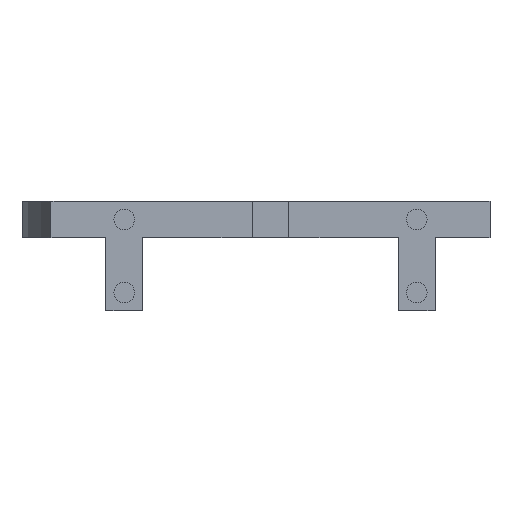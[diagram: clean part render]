
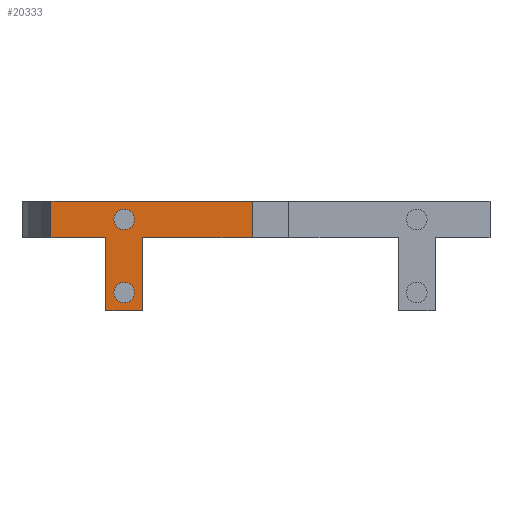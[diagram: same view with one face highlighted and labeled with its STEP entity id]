
A CAD part, front view. The second image highlights one B-rep face of the part: STEP entity #20333.
In plain terms, the highlighted planar face has unit normal (0, -1, 0).
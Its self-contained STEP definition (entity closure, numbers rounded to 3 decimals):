
#120=CIRCLE('',#21063,1.4);
#122=CIRCLE('',#21067,1.4);
#190=FACE_BOUND('',#4852,.T.);
#191=FACE_BOUND('',#4853,.T.);
#3636=FACE_OUTER_BOUND('',#4851,.T.);
#4851=EDGE_LOOP('',(#16437,#16438,#16439,#16440,#16441,#16442,#16443,#16444));
#4852=EDGE_LOOP('',(#16445));
#4853=EDGE_LOOP('',(#16446));
#5748=LINE('',#28482,#6989);
#5768=LINE('',#28532,#7009);
#6070=LINE('',#34146,#7311);
#6081=LINE('',#34199,#7322);
#6083=LINE('',#34202,#7324);
#6090=LINE('',#34237,#7331);
#6109=LINE('',#34274,#7350);
#6110=LINE('',#34276,#7351);
#6989=VECTOR('',#21543,10.);
#7009=VECTOR('',#21573,10.);
#7311=VECTOR('',#21983,10.);
#7322=VECTOR('',#22038,10.);
#7324=VECTOR('',#22042,10.);
#7331=VECTOR('',#22087,10.);
#7350=VECTOR('',#22140,10.);
#7351=VECTOR('',#22143,10.);
#8449=VERTEX_POINT('',#28479);
#8450=VERTEX_POINT('',#28481);
#8474=VERTEX_POINT('',#28529);
#8475=VERTEX_POINT('',#28531);
#9012=VERTEX_POINT('',#34143);
#9013=VERTEX_POINT('',#34145);
#9032=VERTEX_POINT('',#34196);
#9033=VERTEX_POINT('',#34198);
#9037=VERTEX_POINT('',#34216);
#9039=VERTEX_POINT('',#34223);
#10816=EDGE_CURVE('',#8449,#8450,#5748,.T.);
#10841=EDGE_CURVE('',#8474,#8475,#5768,.T.);
#11632=EDGE_CURVE('',#9012,#9013,#6070,.T.);
#11655=EDGE_CURVE('',#9032,#9033,#6081,.T.);
#11657=EDGE_CURVE('',#8475,#9032,#6083,.T.);
#11663=EDGE_CURVE('',#9037,#9037,#120,.T.);
#11666=EDGE_CURVE('',#9039,#9039,#122,.T.);
#11672=EDGE_CURVE('',#9033,#8449,#6090,.T.);
#11691=EDGE_CURVE('',#8474,#9013,#6109,.T.);
#11692=EDGE_CURVE('',#8450,#9012,#6110,.T.);
#16437=ORIENTED_EDGE('',*,*,#10841,.F.);
#16438=ORIENTED_EDGE('',*,*,#11691,.T.);
#16439=ORIENTED_EDGE('',*,*,#11632,.F.);
#16440=ORIENTED_EDGE('',*,*,#11692,.F.);
#16441=ORIENTED_EDGE('',*,*,#10816,.F.);
#16442=ORIENTED_EDGE('',*,*,#11672,.F.);
#16443=ORIENTED_EDGE('',*,*,#11655,.F.);
#16444=ORIENTED_EDGE('',*,*,#11657,.F.);
#16445=ORIENTED_EDGE('',*,*,#11663,.T.);
#16446=ORIENTED_EDGE('',*,*,#11666,.T.);
#19659=PLANE('',#21092);
#20333=ADVANCED_FACE('',(#3636,#190,#191),#19659,.T.);
#21063=AXIS2_PLACEMENT_3D('',#34217,#22060,#22061);
#21067=AXIS2_PLACEMENT_3D('',#34224,#22069,#22070);
#21092=AXIS2_PLACEMENT_3D('',#34275,#22141,#22142);
#21543=DIRECTION('',(-1.,0.,0.));
#21573=DIRECTION('',(-1.,0.,0.));
#21983=DIRECTION('',(1.,0.,0.));
#22038=DIRECTION('',(-1.,0.,0.));
#22042=DIRECTION('',(0.,0.,-1.));
#22060=DIRECTION('center_axis',(0.,1.,0.));
#22061=DIRECTION('ref_axis',(1.,0.,0.));
#22069=DIRECTION('center_axis',(0.,1.,0.));
#22070=DIRECTION('ref_axis',(1.,0.,0.));
#22087=DIRECTION('',(0.,0.,1.));
#22140=DIRECTION('',(0.,0.,1.));
#22141=DIRECTION('center_axis',(0.,-1.,0.));
#22142=DIRECTION('ref_axis',(1.,0.,0.));
#22143=DIRECTION('',(0.,0.,1.));
#28479=CARTESIAN_POINT('',(581.995,-58.566,0.));
#28481=CARTESIAN_POINT('',(574.495,-58.566,0.));
#28482=CARTESIAN_POINT('',(579.495,-58.566,0.));
#28529=CARTESIAN_POINT('',(601.995,-58.566,0.));
#28531=CARTESIAN_POINT('',(586.995,-58.566,0.));
#28532=CARTESIAN_POINT('',(579.495,-58.566,0.));
#34143=CARTESIAN_POINT('',(574.495,-58.566,5.));
#34145=CARTESIAN_POINT('',(601.995,-58.566,5.));
#34146=CARTESIAN_POINT('',(579.495,-58.566,5.));
#34196=CARTESIAN_POINT('',(586.995,-58.566,-10.));
#34198=CARTESIAN_POINT('',(581.995,-58.566,-10.));
#34199=CARTESIAN_POINT('',(586.995,-58.566,-10.));
#34202=CARTESIAN_POINT('',(586.995,-58.566,0.));
#34216=CARTESIAN_POINT('',(583.095,-58.566,-7.5));
#34217=CARTESIAN_POINT('Origin',(584.495,-58.566,-7.5));
#34223=CARTESIAN_POINT('',(583.095,-58.566,2.5));
#34224=CARTESIAN_POINT('Origin',(584.495,-58.566,2.5));
#34237=CARTESIAN_POINT('',(581.995,-58.566,-10.));
#34274=CARTESIAN_POINT('',(601.995,-58.566,0.));
#34275=CARTESIAN_POINT('Origin',(574.495,-58.566,0.));
#34276=CARTESIAN_POINT('',(574.495,-58.566,0.));
